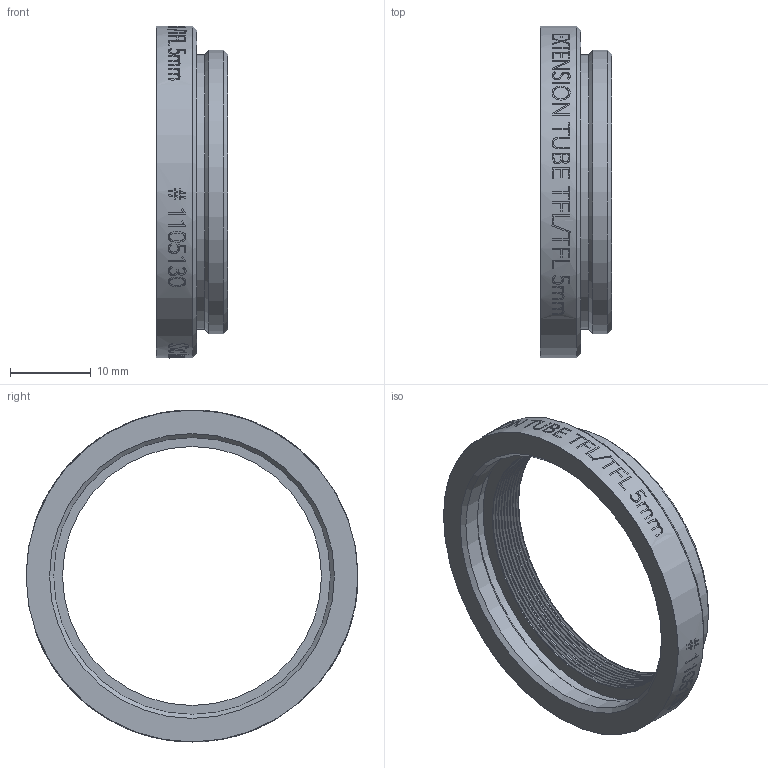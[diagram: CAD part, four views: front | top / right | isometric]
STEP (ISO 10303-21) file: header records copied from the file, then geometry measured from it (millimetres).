
FILE_DESCRIPTION(/* description */ (''),/* implementation_level */ '2;1');
FILE_NAME(/* name */ '1105130_00172017_001.stp',/* time_stamp */ '2022-12-06T09:27:03+01:00',/* author */ (''),/* organization */ (''),/* preprocessor_version */ 'ST-DEVELOPER v16',/* originating_system */ 'SIEMENS PLM Software NX 10.0',/* authorisation */ '');
FILE_SCHEMA (('AP203_CONFIGURATION_CONTROLLED_3D_DESIGN_OF_MECHANICAL_PARTS_AND_ASSEMBLIES_MIM_LF { 1 0 10303 403 2 1 2}'));
Length unit declared in the file: millimetre
Products named in the file (1): Froe3638EF49ghm3
Bounding box: 8.8 x 41.02 x 41.02 mm (x, y, z)
Volume: 2480.9 mm3; surface area: 3903.7 mm2
Topology: 1 solids, 2 shells, 116 faces, 524 edges, 474 vertices
Faces by surface type: cylinder 88, cone 24, plane 4
Full cylindrical faces by diameter (mm): 32 x10, 32.52 x10, 34 x1, 34.2 x1, 35 x1, 35.2 x1, 41 x1, 41.02 x1
Entity records: 6695 total; most frequent: CARTESIAN_POINT 3025, ORIENTED_EDGE 942, VERTEX_POINT 472, EDGE_CURVE 472, B_SPLINE_CURVE_WITH_KNOTS 417, DIRECTION 344, EDGE_LOOP 232, FACE_BOUND 180
